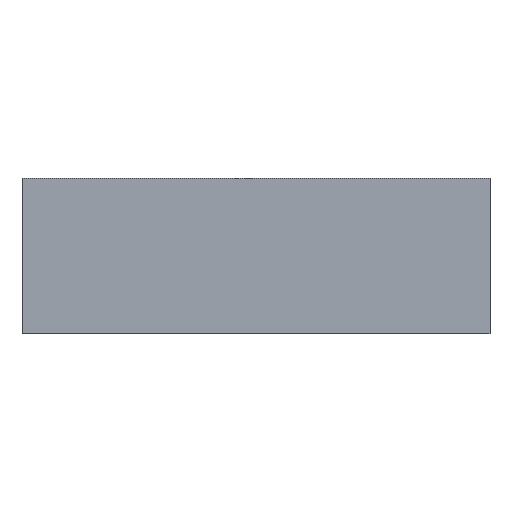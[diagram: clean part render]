
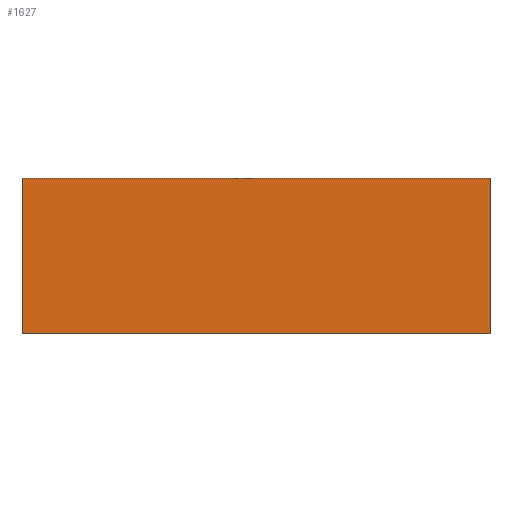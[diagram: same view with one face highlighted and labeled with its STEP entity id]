
A CAD part, front view. The second image highlights one B-rep face of the part: STEP entity #1627.
In plain terms, the highlighted face is planar.
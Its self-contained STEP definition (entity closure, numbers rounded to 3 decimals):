
#204=ORIENTED_EDGE('',*,*,#629,.F.);
#205=ORIENTED_EDGE('',*,*,#633,.F.);
#206=ORIENTED_EDGE('',*,*,#634,.T.);
#207=ORIENTED_EDGE('',*,*,#635,.T.);
#208=ORIENTED_EDGE('',*,*,#636,.F.);
#209=ORIENTED_EDGE('',*,*,#626,.T.);
#626=EDGE_CURVE('',#830,#829,#995,.T.);
#629=EDGE_CURVE('',#831,#829,#997,.T.);
#633=EDGE_CURVE('',#834,#831,#1001,.F.);
#634=EDGE_CURVE('',#834,#835,#1002,.T.);
#635=EDGE_CURVE('',#835,#836,#1003,.T.);
#636=EDGE_CURVE('',#830,#836,#1004,.T.);
#829=VERTEX_POINT('',#2622);
#830=VERTEX_POINT('',#2624);
#831=VERTEX_POINT('',#2631);
#834=VERTEX_POINT('',#2639);
#835=VERTEX_POINT('',#2643);
#836=VERTEX_POINT('',#2645);
#995=LINE('',#2623,#1199);
#997=LINE('',#2633,#1201);
#1001=LINE('',#2640,#1205);
#1002=LINE('',#2642,#1206);
#1003=LINE('',#2644,#1207);
#1004=LINE('',#2646,#1208);
#1199=VECTOR('',#1920,1000.);
#1201=VECTOR('',#1924,1000.);
#1205=VECTOR('',#1930,1000.);
#1206=VECTOR('',#1933,1000.);
#1207=VECTOR('',#1934,1000.);
#1208=VECTOR('',#1935,1000.);
#1351=EDGE_LOOP('',(#204,#205,#206,#207,#208,#209));
#1451=FACE_BOUND('',#1351,.T.);
#1544=PLANE('',#1725);
#1627=ADVANCED_FACE('',(#1451),#1544,.F.);
#1725=AXIS2_PLACEMENT_3D('',#2641,#1931,#1932);
#1920=DIRECTION('',(1.,0.,0.));
#1924=DIRECTION('',(-1.,0.,0.));
#1930=DIRECTION('',(1.,0.,0.));
#1931=DIRECTION('',(0.,-1.,0.));
#1932=DIRECTION('',(0.,0.,-1.));
#1933=DIRECTION('',(0.,0.,-1.));
#1934=DIRECTION('',(-1.,0.,0.));
#1935=DIRECTION('',(0.,0.,-1.));
#2622=CARTESIAN_POINT('',(-0.3,1.5,1.));
#2623=CARTESIAN_POINT('',(1.5,1.5,1.));
#2624=CARTESIAN_POINT('',(-1.5,1.5,1.));
#2631=CARTESIAN_POINT('',(0.3,1.5,1.));
#2633=CARTESIAN_POINT('',(1.5,1.5,1.));
#2639=CARTESIAN_POINT('',(1.5,1.5,1.));
#2640=CARTESIAN_POINT('',(0.,1.5,1.));
#2641=CARTESIAN_POINT('',(1.5,1.5,1.));
#2642=CARTESIAN_POINT('',(1.5,1.5,1.));
#2643=CARTESIAN_POINT('',(1.5,1.5,0.));
#2644=CARTESIAN_POINT('',(1.5,1.5,0.));
#2645=CARTESIAN_POINT('',(-1.5,1.5,0.));
#2646=CARTESIAN_POINT('',(-1.5,1.5,1.));
